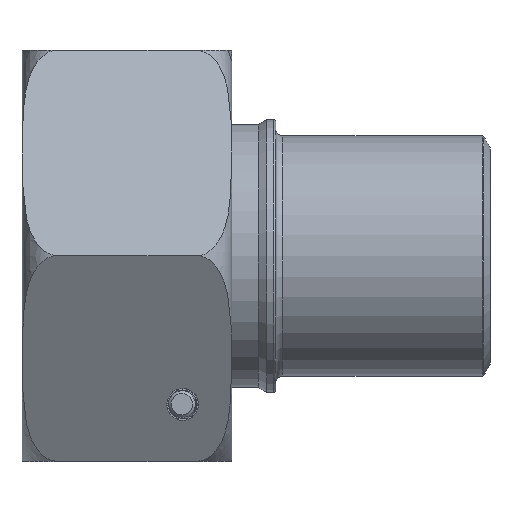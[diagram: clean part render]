
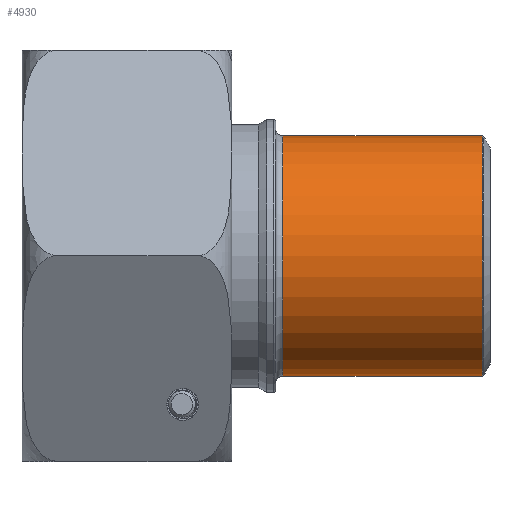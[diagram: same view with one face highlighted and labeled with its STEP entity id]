
A CAD part, top view. The second image highlights one B-rep face of the part: STEP entity #4930.
In plain terms, the highlighted cylindrical face has radius 13.45 mm (diameter 26.9 mm), a full revolution.
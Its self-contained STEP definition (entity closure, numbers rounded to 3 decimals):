
#65=CYLINDRICAL_SURFACE('',#5331,13.45);
#701=LINE('',#9666,#1262);
#1262=VECTOR('',#6485,13.45);
#1728=FACE_OUTER_BOUND('',#2005,.T.);
#2005=EDGE_LOOP('',(#4580,#4581,#4582,#4583,#4584,#4585));
#2078=CIRCLE('',#5332,13.45);
#2079=CIRCLE('',#5333,13.45);
#2080=CIRCLE('',#5334,13.45);
#2081=CIRCLE('',#5335,13.45);
#2549=VERTEX_POINT('',#9661);
#2550=VERTEX_POINT('',#9662);
#2551=VERTEX_POINT('',#9665);
#2552=VERTEX_POINT('',#9667);
#3232=EDGE_CURVE('',#2549,#2550,#2078,.T.);
#3233=EDGE_CURVE('',#2550,#2549,#2079,.T.);
#3234=EDGE_CURVE('',#2549,#2551,#701,.T.);
#3235=EDGE_CURVE('',#2551,#2552,#2080,.T.);
#3236=EDGE_CURVE('',#2552,#2551,#2081,.T.);
#4580=ORIENTED_EDGE('',*,*,#3232,.T.);
#4581=ORIENTED_EDGE('',*,*,#3233,.T.);
#4582=ORIENTED_EDGE('',*,*,#3234,.T.);
#4583=ORIENTED_EDGE('',*,*,#3235,.T.);
#4584=ORIENTED_EDGE('',*,*,#3236,.T.);
#4585=ORIENTED_EDGE('',*,*,#3234,.F.);
#4930=ADVANCED_FACE('',(#1728),#65,.T.);
#5331=AXIS2_PLACEMENT_3D('',#9660,#6479,#6480);
#5332=AXIS2_PLACEMENT_3D('',#9663,#6481,#6482);
#5333=AXIS2_PLACEMENT_3D('',#9664,#6483,#6484);
#5334=AXIS2_PLACEMENT_3D('',#9668,#6486,#6487);
#5335=AXIS2_PLACEMENT_3D('',#9669,#6488,#6489);
#6479=DIRECTION('center_axis',(-1.,0.,0.));
#6480=DIRECTION('ref_axis',(0.,0.,1.));
#6481=DIRECTION('center_axis',(1.,0.,0.));
#6482=DIRECTION('ref_axis',(0.,0.,-1.));
#6483=DIRECTION('center_axis',(1.,0.,0.));
#6484=DIRECTION('ref_axis',(0.,0.,-1.));
#6485=DIRECTION('',(1.,0.,0.));
#6486=DIRECTION('center_axis',(-1.,0.,0.));
#6487=DIRECTION('ref_axis',(0.,0.,-1.));
#6488=DIRECTION('center_axis',(-1.,0.,0.));
#6489=DIRECTION('ref_axis',(0.,0.,-1.));
#9660=CARTESIAN_POINT('Origin',(0.,0.,0.));
#9661=CARTESIAN_POINT('',(27.3,0.,-13.45));
#9662=CARTESIAN_POINT('',(27.3,0.,13.45));
#9663=CARTESIAN_POINT('Origin',(27.3,0.,0.));
#9664=CARTESIAN_POINT('Origin',(27.3,0.,0.));
#9665=CARTESIAN_POINT('',(49.634,0.,-13.45));
#9666=CARTESIAN_POINT('',(0.,0.,-13.45));
#9667=CARTESIAN_POINT('',(49.634,0.,13.45));
#9668=CARTESIAN_POINT('Origin',(49.634,0.,0.));
#9669=CARTESIAN_POINT('Origin',(49.634,0.,0.));
